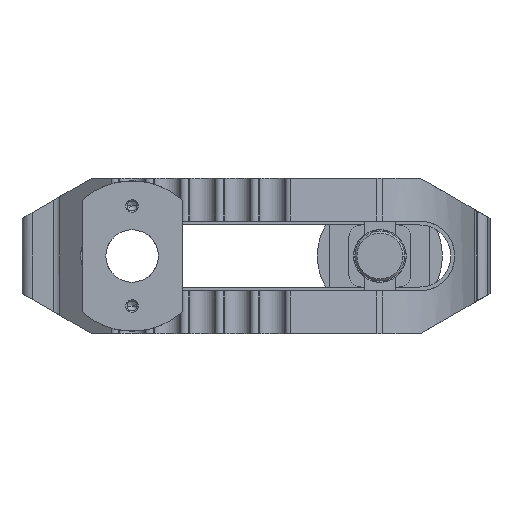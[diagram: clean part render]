
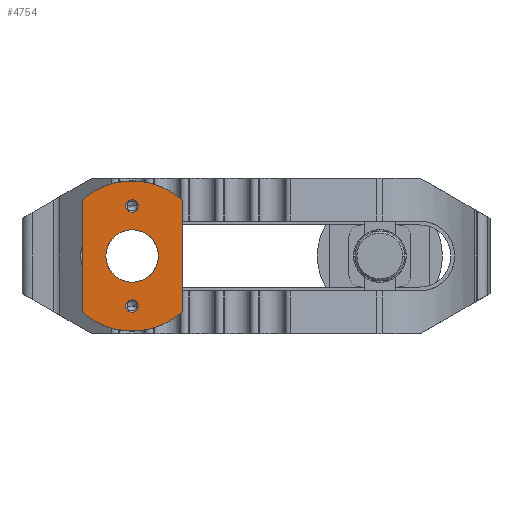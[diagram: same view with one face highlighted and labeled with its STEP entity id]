
A CAD part, front view. The second image highlights one B-rep face of the part: STEP entity #4754.
In plain terms, the highlighted planar face has unit normal (0, -1, 0).
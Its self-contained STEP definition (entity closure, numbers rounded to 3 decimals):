
#1912=VERTEX_POINT('',#5198);
#2030=EDGE_CURVE('',#2416,#4360,#5329,.T.);
#2194=VERTEX_POINT('',#5511);
#2416=VERTEX_POINT('',#5755);
#2518=VERTEX_POINT('',#5870);
#2596=EDGE_CURVE('',#2518,#2688,#5956,.T.);
#2688=VERTEX_POINT('',#6060);
#2900=EDGE_CURVE('',#1912,#4200,#6291,.T.);
#2982=EDGE_CURVE('',#4360,#2416,#6379,.T.);
#3134=VERTEX_POINT('',#6546);
#3764=VERTEX_POINT('',#7231);
#3864=EDGE_CURVE('',#2688,#2518,#7342,.T.);
#3932=EDGE_CURVE('',#2194,#3764,#7415,.T.);
#4136=EDGE_CURVE('',#4200,#1912,#7641,.T.);
#4200=VERTEX_POINT('',#7707);
#4262=EDGE_CURVE('',#3134,#4792,#7779,.T.);
#4360=VERTEX_POINT('',#7883);
#4582=EDGE_CURVE('',#3134,#3764,#8131,.T.);
#4754=ADVANCED_FACE('',(#8316,#8317,#8318,#8319),#8320,.T.);
#4792=VERTEX_POINT('',#8361);
#4796=EDGE_CURVE('',#4792,#2194,#8365,.T.);
#5198=CARTESIAN_POINT('',(-2.5,0.,20.0));
#5329=CIRCLE('',#9084,10.5);
#5511=CARTESIAN_POINT('',(20.0,0.0,-22.361));
#5755=CARTESIAN_POINT('',(10.5,0.0,0.));
#5870=CARTESIAN_POINT('',(2.5,0.,-20.0));
#5956=CIRCLE('',#9984,2.5);
#6060=CARTESIAN_POINT('',(-2.5,0.0,-20.0));
#6291=CIRCLE('',#10457,2.5);
#6379=CIRCLE('',#10601,10.5);
#6546=CARTESIAN_POINT('',(-20.0,0.,22.361));
#7231=CARTESIAN_POINT('',(-20.0,0.,-22.361));
#7342=CIRCLE('',#12090,2.5);
#7415=CIRCLE('',#12202,30.0);
#7641=CIRCLE('',#12591,2.5);
#7707=CARTESIAN_POINT('',(2.5,0.0,20.0));
#7779=CIRCLE('',#12781,30.0);
#7883=CARTESIAN_POINT('',(-10.5,0.,0.));
#8131=LINE('',#13335,#13336);
#8316=FACE_BOUND('',#13660,.T.);
#8317=FACE_BOUND('',#13661,.T.);
#8318=FACE_BOUND('',#13662,.T.);
#8319=FACE_OUTER_BOUND('',#13663,.T.);
#8320=PLANE('',#13664);
#8361=CARTESIAN_POINT('',(20.0,0.0,22.361));
#8365=LINE('',#13727,#13728);
#9084=AXIS2_PLACEMENT_3D('',#14381,#14382,#14383);
#9984=AXIS2_PLACEMENT_3D('',#15068,#15069,#15070);
#10457=AXIS2_PLACEMENT_3D('',#15479,#15480,#15481);
#10601=AXIS2_PLACEMENT_3D('',#15593,#15594,#15595);
#12090=AXIS2_PLACEMENT_3D('',#16703,#16704,#16705);
#12202=AXIS2_PLACEMENT_3D('',#16780,#16781,#16782);
#12591=AXIS2_PLACEMENT_3D('',#17028,#17029,#17030);
#12781=AXIS2_PLACEMENT_3D('',#17215,#17216,#17217);
#13335=CARTESIAN_POINT('',(-20.0,0.,31.0));
#13336=VECTOR('',#17653,1.0);
#13660=EDGE_LOOP('',(#17837,#17838));
#13661=EDGE_LOOP('',(#17839,#17840));
#13662=EDGE_LOOP('',(#17841,#17842));
#13663=EDGE_LOOP('',(#17843,#17844,#17845,#17846));
#13664=AXIS2_PLACEMENT_3D('',#17847,#17848,#17849);
#13727=CARTESIAN_POINT('',(20.0,0.,31.0));
#13728=VECTOR('',#17895,1.0);
#14381=CARTESIAN_POINT('',(0.0,0.0,0.0));
#14382=DIRECTION('',(0.,1.0,0.));
#14383=DIRECTION('',(-1.0,0.,0.));
#15068=CARTESIAN_POINT('',(0.0,0.0,-20.0));
#15069=DIRECTION('',(0.,1.0,0.));
#15070=DIRECTION('',(-1.0,0.,0.));
#15479=CARTESIAN_POINT('',(0.0,0.0,20.0));
#15480=DIRECTION('',(0.,1.0,0.));
#15481=DIRECTION('',(1.0,0.,0.));
#15593=CARTESIAN_POINT('',(0.0,0.0,0.0));
#15594=DIRECTION('',(0.,1.0,0.));
#15595=DIRECTION('',(-1.0,0.,0.));
#16703=CARTESIAN_POINT('',(0.0,0.0,-20.0));
#16704=DIRECTION('',(0.,1.0,0.));
#16705=DIRECTION('',(-1.0,0.,0.));
#16780=CARTESIAN_POINT('',(0.0,0.0,0.0));
#16781=DIRECTION('',(0.,1.0,0.));
#16782=DIRECTION('',(-1.0,0.,0.));
#17028=CARTESIAN_POINT('',(0.0,0.0,20.0));
#17029=DIRECTION('',(0.,1.0,0.));
#17030=DIRECTION('',(1.0,0.,0.));
#17215=CARTESIAN_POINT('',(0.0,0.0,0.0));
#17216=DIRECTION('',(0.,1.0,0.));
#17217=DIRECTION('',(-1.0,0.,0.));
#17653=DIRECTION('',(0.0,0.,-1.0));
#17837=ORIENTED_EDGE('',*,*,#3864,.T.);
#17838=ORIENTED_EDGE('',*,*,#2596,.T.);
#17839=ORIENTED_EDGE('',*,*,#4136,.T.);
#17840=ORIENTED_EDGE('',*,*,#2900,.T.);
#17841=ORIENTED_EDGE('',*,*,#2030,.T.);
#17842=ORIENTED_EDGE('',*,*,#2982,.T.);
#17843=ORIENTED_EDGE('',*,*,#4262,.F.);
#17844=ORIENTED_EDGE('',*,*,#4582,.T.);
#17845=ORIENTED_EDGE('',*,*,#3932,.F.);
#17846=ORIENTED_EDGE('',*,*,#4796,.F.);
#17847=CARTESIAN_POINT('',(-20.0,0.,31.0));
#17848=DIRECTION('',(0.,-1.0,0.));
#17849=DIRECTION('',(-1.0,0.,0.));
#17895=DIRECTION('',(0.0,0.,-1.0));
